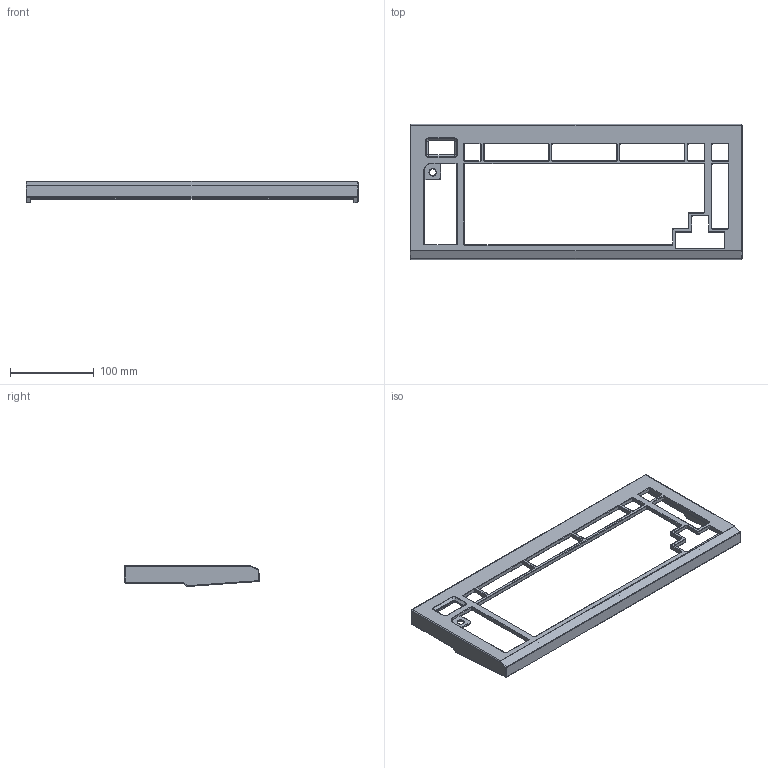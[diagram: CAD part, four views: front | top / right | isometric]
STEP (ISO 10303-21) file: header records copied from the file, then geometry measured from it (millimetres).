
FILE_DESCRIPTION(('FreeCAD Model'),'2;1');
FILE_NAME('Open CASCADE Shape Model','2023-06-20T13:26:11',('Author'),( ''),'Open CASCADE STEP processor 7.6','FreeCAD','Unknown');
FILE_SCHEMA(('AUTOMOTIVE_DESIGN { 1 0 10303 214 1 1 1 1 }'));
Length unit declared in the file: millimetre
Products named in the file (2): top_case; Body
Assembly tree (1 placements, depth 2):
  top_case
    Body
Bounding box: 395.86 x 161.05 x 25.05 mm (x, y, z)
Volume: 217802.2 mm3; surface area: 96598.7 mm2
Topology: 1 solids, 1 shells, 767 faces, 1777 edges, 1009 vertices
Faces by surface type: cylinder 368, plane 190, torus 185, bspline 14, sphere 6, cone 4
Full cylindrical faces by diameter (mm): 1.6 x6, 2.5 x8, 8 x1
Entity records: 22004 total; most frequent: CARTESIAN_POINT 4154, DIRECTION 4128, ORIENTED_EDGE 3532, EDGE_CURVE 1766, AXIS2_PLACEMENT_3D 1643, VERTEX_POINT 1009, CIRCLE 880, LINE 842
